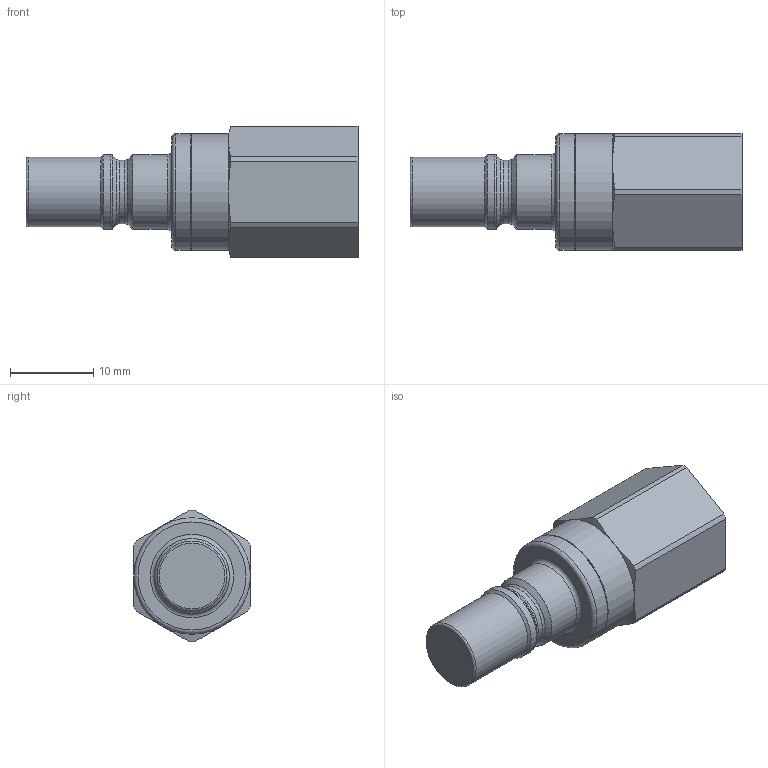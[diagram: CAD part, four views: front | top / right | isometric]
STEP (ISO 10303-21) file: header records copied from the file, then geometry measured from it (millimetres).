
FILE_DESCRIPTION((''),'2;1');
FILE_NAME('204sliw10evx.stp','2014-07-14T16:46:19',('AS035480'),(''),'Autodesk Inventor 2013','Autodesk Inventor 2013','');
FILE_SCHEMA(('AUTOMOTIVE_DESIGN { 1 0 10303 214 1 1 1 1 }'));
Length unit declared in the file: millimetre
Products named in the file (1): D111060
Bounding box: 39.9 x 14 x 15.8 mm (x, y, z)
Volume: 4101 mm3; surface area: 2679.8 mm2
Topology: 1 solids, 5 shells, 63 faces, 134 edges, 79 vertices
Faces by surface type: cylinder 21, cone 18, plane 14, torus 10
Full cylindrical faces by diameter (mm): 6.194 x2, 6.4 x1, 7.6 x2, 8.4 x1, 8.566 x1, 9 x2, 11.434 x2, 12 x2, 14 x2
Entity records: 1535 total; most frequent: DIRECTION 268, CARTESIAN_POINT 252, ORIENTED_EDGE 182, AXIS2_PLACEMENT_3D 125, EDGE_LOOP 106, EDGE_CURVE 91, VERTEX_POINT 73, FACE_OUTER_BOUND 63
